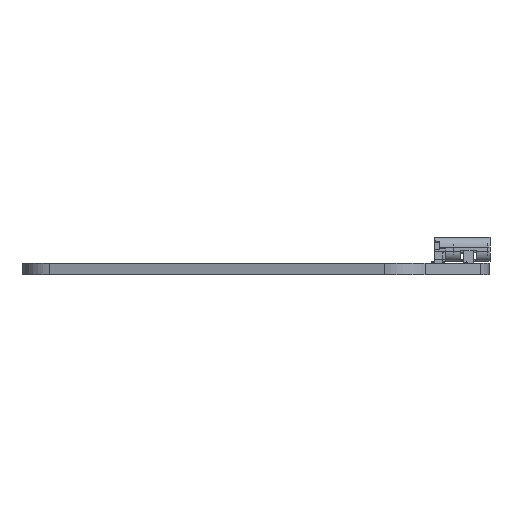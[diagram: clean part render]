
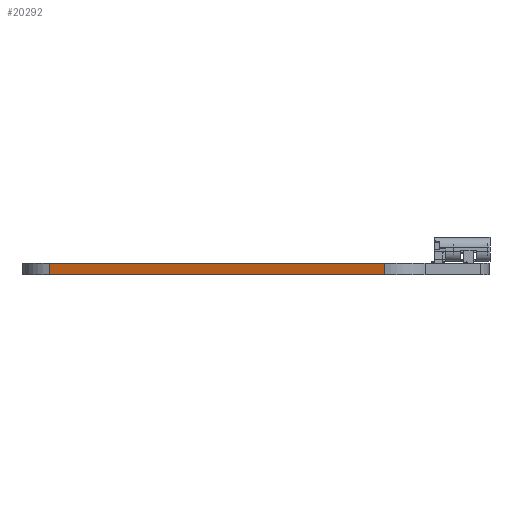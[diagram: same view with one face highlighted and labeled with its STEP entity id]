
A CAD part, left-side view. The second image highlights one B-rep face of the part: STEP entity #20292.
In plain terms, the highlighted planar face has unit normal (-0.954, 0.299, 0).
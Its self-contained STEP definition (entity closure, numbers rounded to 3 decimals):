
#19094 = VERTEX_POINT('',#19095);
#19095 = CARTESIAN_POINT('',(118.464,-64.284,0.));
#19101 = EDGE_CURVE('',#19102,#19094,#19104,.T.);
#19102 = VERTEX_POINT('',#19103);
#19103 = CARTESIAN_POINT('',(104.588,-108.575,0.));
#19104 = LINE('',#19105,#19106);
#19105 = CARTESIAN_POINT('',(104.588,-108.575,0.));
#19106 = VECTOR('',#19107,1.);
#19107 = DIRECTION('',(0.299,0.954,0.));
#19577 = VERTEX_POINT('',#19578);
#19578 = CARTESIAN_POINT('',(118.464,-64.284,1.51));
#19584 = EDGE_CURVE('',#19585,#19577,#19587,.T.);
#19585 = VERTEX_POINT('',#19586);
#19586 = CARTESIAN_POINT('',(104.588,-108.575,1.51));
#19587 = LINE('',#19588,#19589);
#19588 = CARTESIAN_POINT('',(104.588,-108.575,1.51));
#19589 = VECTOR('',#19590,1.);
#19590 = DIRECTION('',(0.299,0.954,0.));
#20262 = EDGE_CURVE('',#19094,#19577,#20263,.T.);
#20263 = LINE('',#20264,#20265);
#20264 = CARTESIAN_POINT('',(118.464,-64.284,0.));
#20265 = VECTOR('',#20266,1.);
#20266 = DIRECTION('',(0.,0.,1.));
#20292 = ADVANCED_FACE('',(#20293),#20304,.T.);
#20293 = FACE_BOUND('',#20294,.T.);
#20294 = EDGE_LOOP('',(#20295,#20301,#20302,#20303));
#20295 = ORIENTED_EDGE('',*,*,#20296,.T.);
#20296 = EDGE_CURVE('',#19102,#19585,#20297,.T.);
#20297 = LINE('',#20298,#20299);
#20298 = CARTESIAN_POINT('',(104.588,-108.575,0.));
#20299 = VECTOR('',#20300,1.);
#20300 = DIRECTION('',(0.,0.,1.));
#20301 = ORIENTED_EDGE('',*,*,#19584,.T.);
#20302 = ORIENTED_EDGE('',*,*,#20262,.F.);
#20303 = ORIENTED_EDGE('',*,*,#19101,.F.);
#20304 = PLANE('',#20305);
#20305 = AXIS2_PLACEMENT_3D('',#20306,#20307,#20308);
#20306 = CARTESIAN_POINT('',(104.588,-108.575,0.));
#20307 = DIRECTION('',(-0.954,0.299,0.));
#20308 = DIRECTION('',(0.299,0.954,0.));
